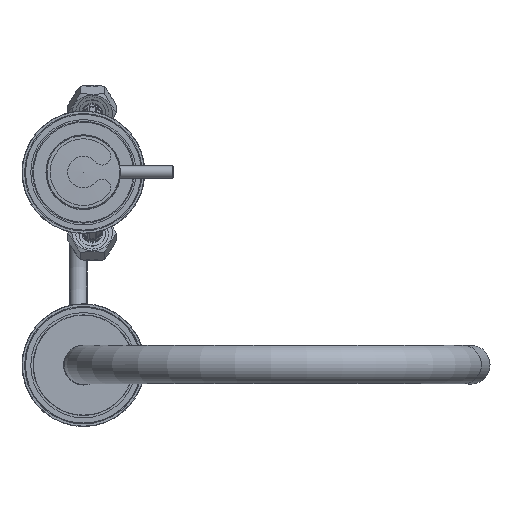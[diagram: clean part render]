
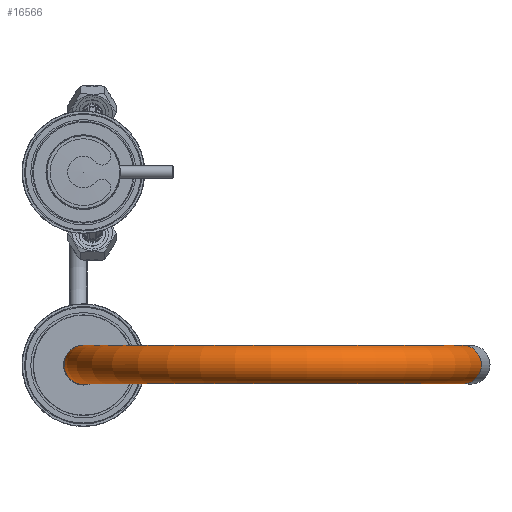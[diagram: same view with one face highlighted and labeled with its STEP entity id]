
A CAD part, top view. The second image highlights one B-rep face of the part: STEP entity #16566.
In plain terms, the highlighted toroidal (fillet/blend) face has major radius 110 mm and minor radius 11 mm.
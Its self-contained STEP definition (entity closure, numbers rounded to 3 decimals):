
#618=TOROIDAL_SURFACE('',#26127,110.,11.);
#3835=ORIENTED_EDGE('',*,*,#7007,.F.);
#3836=ORIENTED_EDGE('',*,*,#7008,.T.);
#7007=EDGE_CURVE('',#8773,#8773,#10183,.T.);
#7008=EDGE_CURVE('',#8774,#8774,#10184,.T.);
#8773=VERTEX_POINT('',#36717);
#8774=VERTEX_POINT('',#36720);
#10183=CIRCLE('',#26126,11.);
#10184=CIRCLE('',#26128,11.);
#11684=EDGE_LOOP('',(#3835));
#11685=EDGE_LOOP('',(#3836));
#13842=FACE_BOUND('',#11684,.T.);
#13843=FACE_BOUND('',#11685,.T.);
#16566=ADVANCED_FACE('',(#13842,#13843),#618,.T.);
#26126=AXIS2_PLACEMENT_3D('',#36716,#29919,#29920);
#26127=AXIS2_PLACEMENT_3D('',#36718,#29921,#29922);
#26128=AXIS2_PLACEMENT_3D('',#36719,#29923,#29924);
#29919=DIRECTION('',(0.259,-0.966,0.));
#29920=DIRECTION('',(0.,0.,1.));
#29921=DIRECTION('',(0.,0.,-1.));
#29922=DIRECTION('',(-1.,0.,0.));
#29923=DIRECTION('',(0.,1.,0.));
#29924=DIRECTION('',(0.,0.,1.));
#36716=CARTESIAN_POINT('',(216.252,164.87,0.));
#36717=CARTESIAN_POINT('',(216.252,164.87,11.));
#36718=CARTESIAN_POINT('',(110.,136.4,0.));
#36719=CARTESIAN_POINT('',(0.,136.4,0.));
#36720=CARTESIAN_POINT('',(0.,136.4,11.));
